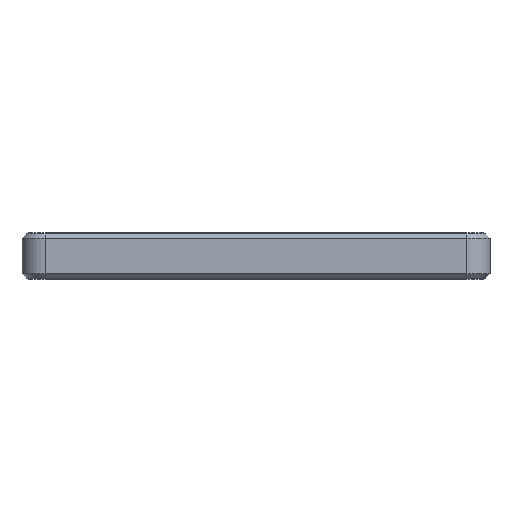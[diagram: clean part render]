
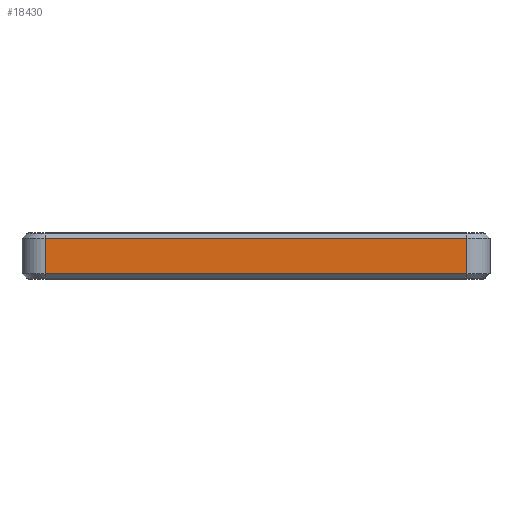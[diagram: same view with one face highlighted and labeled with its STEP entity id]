
A CAD part, front view. The second image highlights one B-rep face of the part: STEP entity #18430.
In plain terms, the highlighted face is planar.
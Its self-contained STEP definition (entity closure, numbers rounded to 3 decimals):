
#120=CARTESIAN_POINT('',(-0.4,28.975,0.35));
#130=VERTEX_POINT('',#120);
#160=CARTESIAN_POINT('',(-0.4,0.,0.35));
#170=DIRECTION('',(0.,1.,0.));
#180=VECTOR('',#170,1.);
#190=LINE('',#160,#180);
#200=CARTESIAN_POINT('',(-0.4,1.025,0.35));
#210=VERTEX_POINT('',#200);
#220=EDGE_CURVE('',#210,#130,#190,.T.);
#11520=CARTESIAN_POINT('',(-0.4,1.025,2.699));
#11530=VERTEX_POINT('',#11520);
#11580=CARTESIAN_POINT('',(-0.4,0.,2.699));
#11590=DIRECTION('',(0.,-1.,0.));
#11600=VECTOR('',#11590,1.);
#11610=LINE('',#11580,#11600);
#11620=CARTESIAN_POINT('',(-0.4,28.975,2.699));
#11630=VERTEX_POINT('',#11620);
#11640=EDGE_CURVE('',#11630,#11530,#11610,.T.);
#18220=CARTESIAN_POINT('',(-0.4,-0.425,0.));
#18230=DIRECTION('',(-1.,0.,0.));
#18240=DIRECTION('',(0.,1.,0.));
#18250=AXIS2_PLACEMENT_3D('',#18220,#18230,#18240);
#18260=PLANE('',#18250);
#18270=ORIENTED_EDGE('',*,*,#220,.F.);
#18280=CARTESIAN_POINT('',(-0.4,28.975,0.));
#18290=DIRECTION('',(0.,0.,1.));
#18300=VECTOR('',#18290,1.);
#18310=LINE('',#18280,#18300);
#18320=EDGE_CURVE('',#130,#11630,#18310,.T.);
#18330=ORIENTED_EDGE('',*,*,#18320,.F.);
#18340=ORIENTED_EDGE('',*,*,#11640,.F.);
#18350=CARTESIAN_POINT('',(-0.4,1.025,0.));
#18360=DIRECTION('',(0.,0.,1.));
#18370=VECTOR('',#18360,1.);
#18380=LINE('',#18350,#18370);
#18390=EDGE_CURVE('',#210,#11530,#18380,.T.);
#18400=ORIENTED_EDGE('',*,*,#18390,.T.);
#18410=EDGE_LOOP('',(#18400,#18340,#18330,#18270));
#18420=FACE_OUTER_BOUND('',#18410,.T.);
#18430=ADVANCED_FACE('',(#18420),#18260,.T.);
